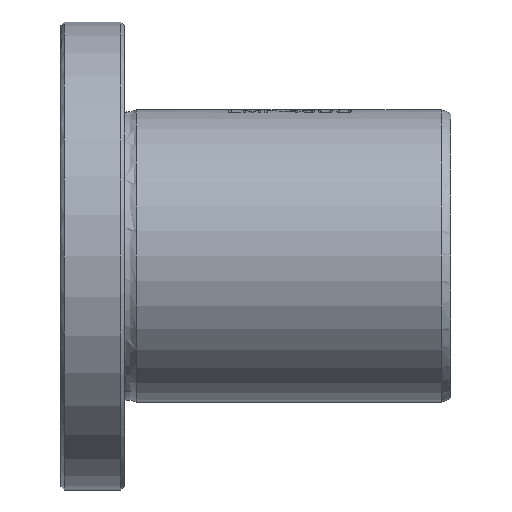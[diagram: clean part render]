
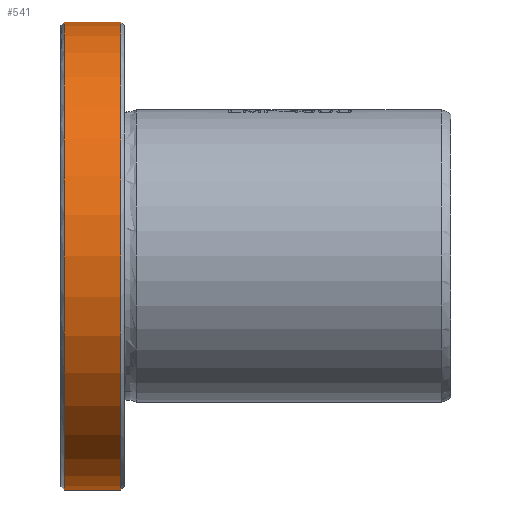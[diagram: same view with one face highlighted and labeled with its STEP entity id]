
A CAD part, front view. The second image highlights one B-rep face of the part: STEP entity #541.
In plain terms, the highlighted cylindrical face has radius 48 mm (diameter 96 mm), a full revolution.
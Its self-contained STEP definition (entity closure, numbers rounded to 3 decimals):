
#493=CYLINDRICAL_SURFACE('',#6372,48.);
#541=ADVANCED_FACE('',(#1636,#1637),#493,.T.);
#1129=CIRCLE('',#6362,48.);
#1130=CIRCLE('',#6363,48.);
#1131=CIRCLE('',#6370,48.);
#1132=CIRCLE('',#6371,48.);
#1636=FACE_BOUND('',#1750,.T.);
#1637=FACE_BOUND('',#1751,.T.);
#1750=EDGE_LOOP('',(#2406,#2407));
#1751=EDGE_LOOP('',(#2408,#2409));
#2406=ORIENTED_EDGE('',*,*,#4710,.T.);
#2407=ORIENTED_EDGE('',*,*,#4711,.T.);
#2408=ORIENTED_EDGE('',*,*,#4720,.F.);
#2409=ORIENTED_EDGE('',*,*,#4721,.F.);
#4110=VERTEX_POINT('',#9426);
#4111=VERTEX_POINT('',#9427);
#4120=VERTEX_POINT('',#9524);
#4121=VERTEX_POINT('',#9525);
#4710=EDGE_CURVE('',#4110,#4111,#1129,.T.);
#4711=EDGE_CURVE('',#4111,#4110,#1130,.T.);
#4720=EDGE_CURVE('',#4120,#4121,#1131,.T.);
#4721=EDGE_CURVE('',#4121,#4120,#1132,.T.);
#6362=AXIS2_PLACEMENT_3D('',#9425,#6896,#6897);
#6363=AXIS2_PLACEMENT_3D('',#9428,#6898,#6899);
#6370=AXIS2_PLACEMENT_3D('',#9523,#6912,#6913);
#6371=AXIS2_PLACEMENT_3D('',#9526,#6914,#6915);
#6372=AXIS2_PLACEMENT_3D('',#9527,#6916,#6917);
#6896=DIRECTION('',(1.,0.,0.));
#6897=DIRECTION('',(0.,0.,-1.));
#6898=DIRECTION('',(1.,0.,0.));
#6899=DIRECTION('',(0.,0.,-1.));
#6912=DIRECTION('',(1.,0.,0.));
#6913=DIRECTION('',(0.,0.,1.));
#6914=DIRECTION('',(1.,0.,0.));
#6915=DIRECTION('',(0.,0.,1.));
#6916=DIRECTION('',(1.,0.,0.));
#6917=DIRECTION('',(0.,1.,0.));
#9425=CARTESIAN_POINT('',(0.7,0.,0.));
#9426=CARTESIAN_POINT('',(0.7,0.,-48.));
#9427=CARTESIAN_POINT('',(0.7,0.,48.));
#9428=CARTESIAN_POINT('',(0.7,0.,0.));
#9523=CARTESIAN_POINT('',(12.3,0.,0.));
#9524=CARTESIAN_POINT('',(12.3,0.,48.));
#9525=CARTESIAN_POINT('',(12.3,0.,-48.));
#9526=CARTESIAN_POINT('',(12.3,0.,0.));
#9527=CARTESIAN_POINT('',(0.7,0.,0.));
